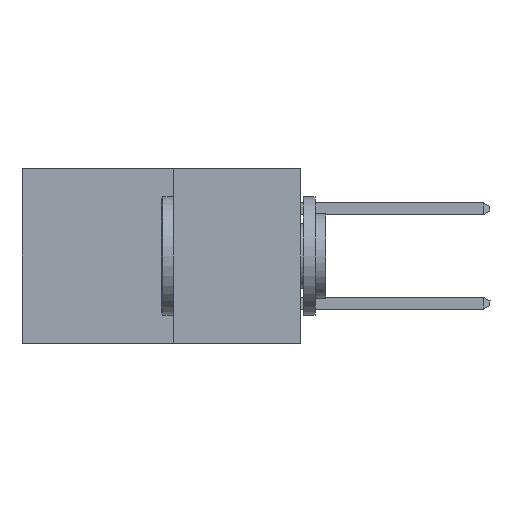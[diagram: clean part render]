
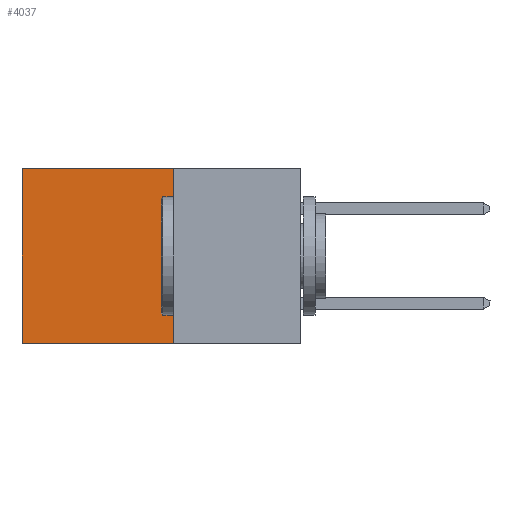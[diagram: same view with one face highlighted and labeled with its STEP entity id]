
A CAD part, left-side view. The second image highlights one B-rep face of the part: STEP entity #4037.
In plain terms, the highlighted planar face has unit normal (-1, 0, 0).
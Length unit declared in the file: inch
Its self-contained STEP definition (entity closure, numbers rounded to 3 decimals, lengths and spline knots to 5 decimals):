
#260 = VECTOR ( 'NONE', #7488, 39.37008 ) ;
#564 = DIRECTION ( 'NONE',  ( 1., 0., 0. ) ) ;
#619 = EDGE_CURVE ( 'NONE', #6443, #8025, #4173, .T. ) ;
#636 = VERTEX_POINT ( 'NONE', #890 ) ;
#890 = CARTESIAN_POINT ( 'NONE',  ( 0.277, 0.59, 0. ) ) ;
#904 = EDGE_CURVE ( 'NONE', #5338, #6443, #8531, .T. ) ;
#1370 = EDGE_LOOP ( 'NONE', ( #3484, #5124, #5057, #5484 ) ) ;
#1737 = EDGE_CURVE ( 'NONE', #636, #8025, #1761, .T. ) ;
#1761 = LINE ( 'NONE', #4408, #6850 ) ;
#2107 = CARTESIAN_POINT ( 'NONE',  ( 0.277, 0.27, -0.37 ) ) ;
#2179 = EDGE_CURVE ( 'NONE', #5338, #636, #7455, .T. ) ;
#2813 = CARTESIAN_POINT ( 'NONE',  ( 0.277, 0.27, -0.37 ) ) ;
#3193 = DIRECTION ( 'NONE',  ( 0., 0., -1. ) ) ;
#3484 = ORIENTED_EDGE ( 'NONE', *, *, #1737, .T. ) ;
#4037 = ADVANCED_FACE ( 'NONE', ( #4720 ), #8406, .F. ) ;
#4173 = LINE ( 'NONE', #2813, #7330 ) ;
#4346 = DIRECTION ( 'NONE',  ( 0., 0., -1. ) ) ;
#4408 = CARTESIAN_POINT ( 'NONE',  ( 0.277, 0.59, -0.37 ) ) ;
#4720 = FACE_OUTER_BOUND ( 'NONE', #1370, .T. ) ;
#5057 = ORIENTED_EDGE ( 'NONE', *, *, #904, .F. ) ;
#5124 = ORIENTED_EDGE ( 'NONE', *, *, #619, .F. ) ;
#5141 = CARTESIAN_POINT ( 'NONE',  ( 0.277, 0.27, -0.37 ) ) ;
#5338 = VERTEX_POINT ( 'NONE', #6485 ) ;
#5416 = DIRECTION ( 'NONE',  ( 0., 0., -1. ) ) ;
#5484 = ORIENTED_EDGE ( 'NONE', *, *, #2179, .T. ) ;
#6443 = VERTEX_POINT ( 'NONE', #7425 ) ;
#6485 = CARTESIAN_POINT ( 'NONE',  ( 0.277, 0.27, 0. ) ) ;
#6674 = CARTESIAN_POINT ( 'NONE',  ( 0.277, 0.59, -0.37 ) ) ;
#6850 = VECTOR ( 'NONE', #4346, 39.37008 ) ;
#7101 = DIRECTION ( 'NONE',  ( 0., 1., 0. ) ) ;
#7330 = VECTOR ( 'NONE', #7101, 39.37008 ) ;
#7425 = CARTESIAN_POINT ( 'NONE',  ( 0.277, 0.27, -0.37 ) ) ;
#7437 = AXIS2_PLACEMENT_3D ( 'NONE', #2107, #564, #5416 ) ;
#7455 = LINE ( 'NONE', #7510, #260 ) ;
#7488 = DIRECTION ( 'NONE',  ( 0., 1., 0. ) ) ;
#7510 = CARTESIAN_POINT ( 'NONE',  ( 0.277, 0.27, 0. ) ) ;
#8025 = VERTEX_POINT ( 'NONE', #6674 ) ;
#8355 = VECTOR ( 'NONE', #3193, 39.37008 ) ;
#8406 = PLANE ( 'NONE',  #7437 ) ;
#8531 = LINE ( 'NONE', #5141, #8355 ) ;
